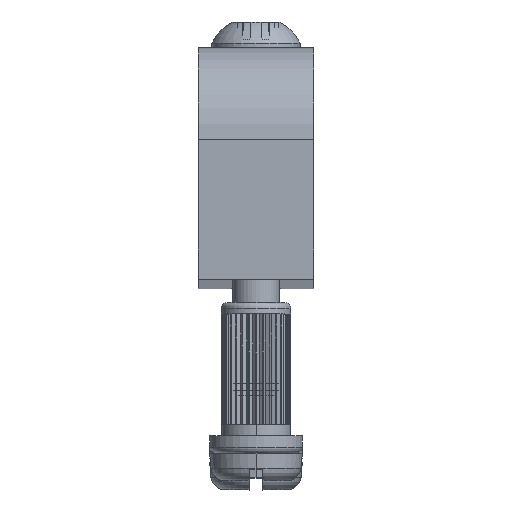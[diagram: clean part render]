
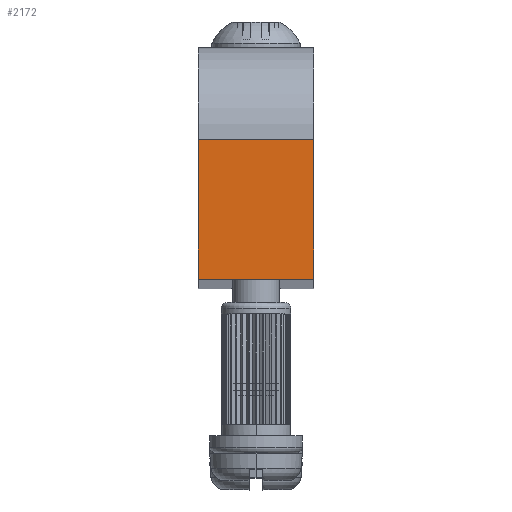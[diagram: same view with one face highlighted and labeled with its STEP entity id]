
A CAD part, top view. The second image highlights one B-rep face of the part: STEP entity #2172.
In plain terms, the highlighted planar face has unit normal (0, 0, 1).
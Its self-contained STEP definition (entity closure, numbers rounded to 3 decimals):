
#62 = VECTOR ( 'NONE', #5625, 1000. ) ;
#104 = CARTESIAN_POINT ( 'NONE',  ( -5., -10., 237. ) ) ;
#380 = VECTOR ( 'NONE', #2676, 1000. ) ;
#495 = EDGE_CURVE ( 'NONE', #2894, #4698, #4201, .T. ) ;
#789 = CARTESIAN_POINT ( 'NONE',  ( -5., -10., 237. ) ) ;
#832 = VERTEX_POINT ( 'NONE', #2227 ) ;
#898 = EDGE_CURVE ( 'NONE', #832, #2894, #3757, .T. ) ;
#918 = EDGE_CURVE ( 'NONE', #4698, #4643, #2383, .T. ) ;
#1207 = CARTESIAN_POINT ( 'NONE',  ( -5., -10., 237. ) ) ;
#1658 = FACE_OUTER_BOUND ( 'NONE', #5623, .T. ) ;
#1709 = ORIENTED_EDGE ( 'NONE', *, *, #918, .T. ) ;
#2039 = CARTESIAN_POINT ( 'NONE',  ( 5., 2., 237. ) ) ;
#2172 = ADVANCED_FACE ( 'NONE', ( #1658 ), #3581, .F. ) ;
#2227 = CARTESIAN_POINT ( 'NONE',  ( 5., -10., 237. ) ) ;
#2383 = LINE ( 'NONE', #104, #4790 ) ;
#2676 = DIRECTION ( 'NONE',  ( 1., 0., 0. ) ) ;
#2860 = CARTESIAN_POINT ( 'NONE',  ( 5., 2., 237. ) ) ;
#2894 = VERTEX_POINT ( 'NONE', #2039 ) ;
#2911 = CARTESIAN_POINT ( 'NONE',  ( 5., -10., 237. ) ) ;
#3317 = CARTESIAN_POINT ( 'NONE',  ( -5., 2., 237. ) ) ;
#3398 = DIRECTION ( 'NONE',  ( -1., 0., 0. ) ) ;
#3473 = ORIENTED_EDGE ( 'NONE', *, *, #495, .T. ) ;
#3581 = PLANE ( 'NONE',  #5383 ) ;
#3711 = ORIENTED_EDGE ( 'NONE', *, *, #5011, .T. ) ;
#3757 = LINE ( 'NONE', #2911, #62 ) ;
#3820 = DIRECTION ( 'NONE',  ( 0., -1., 0. ) ) ;
#4022 = ORIENTED_EDGE ( 'NONE', *, *, #898, .T. ) ;
#4052 = CARTESIAN_POINT ( 'NONE',  ( 5., 10., 237. ) ) ;
#4201 = LINE ( 'NONE', #2860, #4679 ) ;
#4643 = VERTEX_POINT ( 'NONE', #1207 ) ;
#4679 = VECTOR ( 'NONE', #3398, 1000. ) ;
#4698 = VERTEX_POINT ( 'NONE', #3317 ) ;
#4790 = VECTOR ( 'NONE', #3820, 1000. ) ;
#5011 = EDGE_CURVE ( 'NONE', #4643, #832, #5932, .T. ) ;
#5383 = AXIS2_PLACEMENT_3D ( 'NONE', #4052, #5479, #5956 ) ;
#5479 = DIRECTION ( 'NONE',  ( 0., 0., -1. ) ) ;
#5623 = EDGE_LOOP ( 'NONE', ( #4022, #3473, #1709, #3711 ) ) ;
#5625 = DIRECTION ( 'NONE',  ( 0., 1., 0. ) ) ;
#5932 = LINE ( 'NONE', #789, #380 ) ;
#5956 = DIRECTION ( 'NONE',  ( -1., 0., 0. ) ) ;
